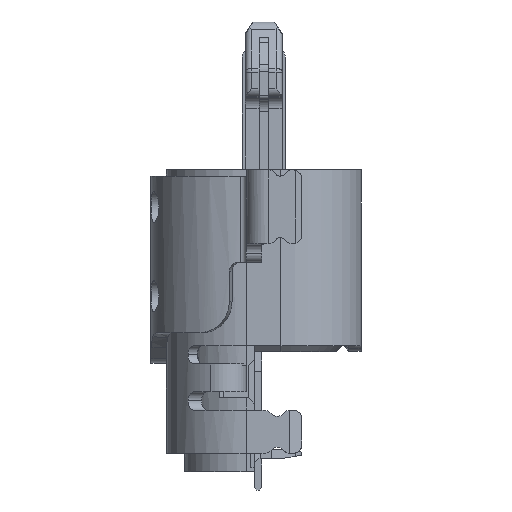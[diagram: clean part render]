
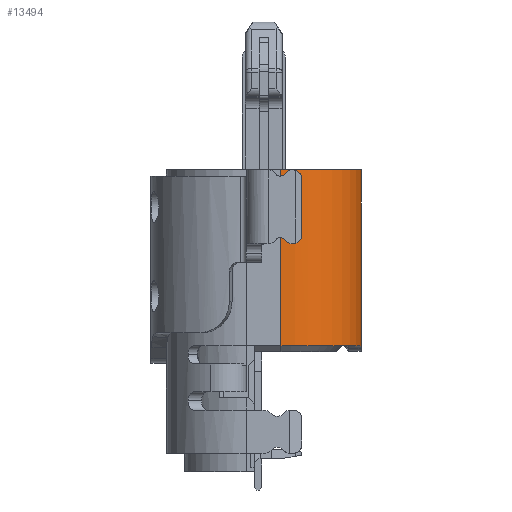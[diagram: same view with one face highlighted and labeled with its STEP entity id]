
A CAD part, left-side view. The second image highlights one B-rep face of the part: STEP entity #13494.
In plain terms, the highlighted cylindrical face has radius 1.3 mm (diameter 2.6 mm), a partial arc.
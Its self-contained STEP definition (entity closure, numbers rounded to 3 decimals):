
#97 = CARTESIAN_POINT ( 'NONE',  ( -0.415, -0.305, 4.874 ) ) ;
#670 = CIRCLE ( 'NONE', #13702, 1.3 ) ;
#1128 = DIRECTION ( 'NONE',  ( 0., 0., 1. ) ) ;
#1371 = CARTESIAN_POINT ( 'NONE',  ( -1.715, -0.305, 4.874 ) ) ;
#1388 = CIRCLE ( 'NONE', #6115, 1.3 ) ;
#1853 = ORIENTED_EDGE ( 'NONE', *, *, #3952, .F. ) ;
#1921 = CARTESIAN_POINT ( 'NONE',  ( -1.715, -0.305, 2.024 ) ) ;
#3248 = CYLINDRICAL_SURFACE ( 'NONE', #16241, 1.3 ) ;
#3952 = EDGE_CURVE ( 'NONE', #17660, #35963, #32252, .T. ) ;
#5051 = EDGE_CURVE ( 'NONE', #5243, #35963, #10078, .T. ) ;
#5108 = B_SPLINE_CURVE_WITH_KNOTS ( 'NONE', 3,
 ( #35844, #22519, #30835, #5489 ),
 .UNSPECIFIED., .F., .F.,
 ( 4, 4 ),
 ( 0., 1. ),
 .UNSPECIFIED. ) ;
#5243 = VERTEX_POINT ( 'NONE', #33741 ) ;
#5489 = CARTESIAN_POINT ( 'NONE',  ( -0.415, -1.605, 4.874 ) ) ;
#5662 = DIRECTION ( 'NONE',  ( 0., 0., -1. ) ) ;
#5835 = DIRECTION ( 'NONE',  ( -1., 0., 0. ) ) ;
#6115 = AXIS2_PLACEMENT_3D ( 'NONE', #97, #5662, #5835 ) ;
#7779 = ORIENTED_EDGE ( 'NONE', *, *, #30822, .T. ) ;
#9330 = CARTESIAN_POINT ( 'NONE',  ( -0.415, -1.605, 2.022 ) ) ;
#9437 = CARTESIAN_POINT ( 'NONE',  ( -0.415, -1.605, 4.874 ) ) ;
#9897 = CARTESIAN_POINT ( 'NONE',  ( -1.715, -0.305, 2.974 ) ) ;
#10078 = B_SPLINE_CURVE_WITH_KNOTS ( 'NONE', 3,
 ( #17496, #31544, #11755, #9330 ),
 .UNSPECIFIED., .F., .F.,
 ( 4, 4 ),
 ( 0., 0. ),
 .UNSPECIFIED. ) ;
#11755 = CARTESIAN_POINT ( 'NONE',  ( -0.424, -1.605, 2.024 ) ) ;
#11761 = DIRECTION ( 'NONE',  ( 1., 0., 0. ) ) ;
#12452 = CARTESIAN_POINT ( 'NONE',  ( -0.415, -1.605, 2.024 ) ) ;
#12679 = CARTESIAN_POINT ( 'NONE',  ( -1.715, -0.305, 3.924 ) ) ;
#13123 = EDGE_LOOP ( 'NONE', ( #7779, #31598, #27814, #26445, #1853, #16348 ) ) ;
#13494 = ADVANCED_FACE ( 'NONE', ( #28595 ), #3248, .T. ) ;
#13702 = AXIS2_PLACEMENT_3D ( 'NONE', #32958, #1128, #35007 ) ;
#13908 = B_SPLINE_CURVE_WITH_KNOTS ( 'NONE', 3,
 ( #1371, #12679, #9897, #1921 ),
 .UNSPECIFIED., .F., .F.,
 ( 4, 4 ),
 ( 0., 1. ),
 .UNSPECIFIED. ) ;
#14532 = DIRECTION ( 'NONE',  ( 0., 0., -1. ) ) ;
#14896 = CARTESIAN_POINT ( 'NONE',  ( -0.415, -0.305, 6.837 ) ) ;
#15708 = EDGE_CURVE ( 'NONE', #17660, #32992, #5108, .T. ) ;
#16158 = CARTESIAN_POINT ( 'NONE',  ( -0.415, -1.605, 2.023 ) ) ;
#16241 = AXIS2_PLACEMENT_3D ( 'NONE', #14896, #14532, #11761 ) ;
#16348 = ORIENTED_EDGE ( 'NONE', *, *, #15708, .T. ) ;
#17496 = CARTESIAN_POINT ( 'NONE',  ( -0.442, -1.605, 2.024 ) ) ;
#17660 = VERTEX_POINT ( 'NONE', #12452 ) ;
#18829 = VERTEX_POINT ( 'NONE', #34844 ) ;
#18887 = CARTESIAN_POINT ( 'NONE',  ( -0.415, -1.605, 2.022 ) ) ;
#19706 = CARTESIAN_POINT ( 'NONE',  ( -1.715, -0.305, 4.874 ) ) ;
#22045 = VECTOR ( 'NONE', #35408, 1000. ) ;
#22519 = CARTESIAN_POINT ( 'NONE',  ( -0.415, -1.605, 2.974 ) ) ;
#26445 = ORIENTED_EDGE ( 'NONE', *, *, #5051, .T. ) ;
#27814 = ORIENTED_EDGE ( 'NONE', *, *, #34496, .T. ) ;
#28595 = FACE_OUTER_BOUND ( 'NONE', #13123, .T. ) ;
#30822 = EDGE_CURVE ( 'NONE', #32992, #35413, #1388, .T. ) ;
#30835 = CARTESIAN_POINT ( 'NONE',  ( -0.415, -1.605, 3.924 ) ) ;
#31544 = CARTESIAN_POINT ( 'NONE',  ( -0.433, -1.605, 2.024 ) ) ;
#31598 = ORIENTED_EDGE ( 'NONE', *, *, #35291, .T. ) ;
#32252 = LINE ( 'NONE', #16158, #22045 ) ;
#32958 = CARTESIAN_POINT ( 'NONE',  ( -0.415, -0.305, 2.024 ) ) ;
#32992 = VERTEX_POINT ( 'NONE', #9437 ) ;
#33741 = CARTESIAN_POINT ( 'NONE',  ( -0.442, -1.605, 2.024 ) ) ;
#34496 = EDGE_CURVE ( 'NONE', #18829, #5243, #670, .T. ) ;
#34844 = CARTESIAN_POINT ( 'NONE',  ( -1.715, -0.305, 2.024 ) ) ;
#35007 = DIRECTION ( 'NONE',  ( 1., 0., 0. ) ) ;
#35291 = EDGE_CURVE ( 'NONE', #35413, #18829, #13908, .T. ) ;
#35408 = DIRECTION ( 'NONE',  ( 0., 0., -1. ) ) ;
#35413 = VERTEX_POINT ( 'NONE', #19706 ) ;
#35844 = CARTESIAN_POINT ( 'NONE',  ( -0.415, -1.605, 2.024 ) ) ;
#35963 = VERTEX_POINT ( 'NONE', #18887 ) ;
